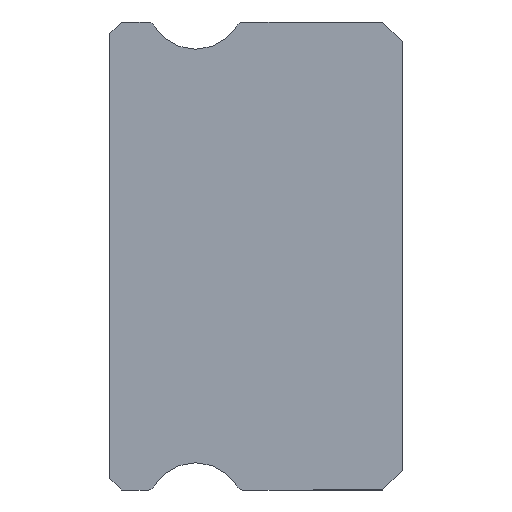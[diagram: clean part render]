
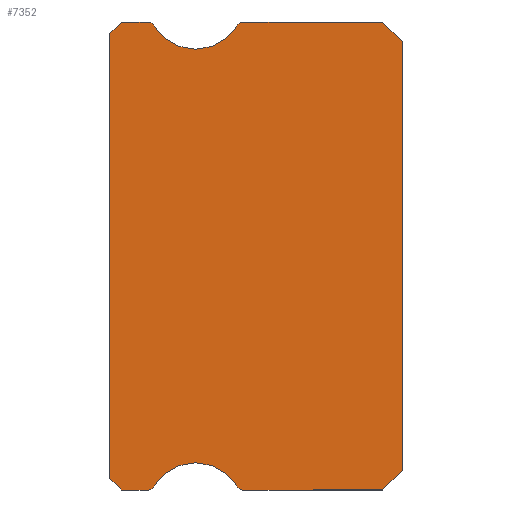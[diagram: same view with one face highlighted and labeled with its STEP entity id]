
A CAD part, left-side view. The second image highlights one B-rep face of the part: STEP entity #7352.
In plain terms, the highlighted planar face has unit normal (-1, 0, 0).
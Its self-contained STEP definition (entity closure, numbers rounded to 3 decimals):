
#110 = EDGE_CURVE ( 'NONE', #1949, #4193, #1058, .T. ) ;
#112 = DIRECTION ( 'NONE',  ( -1., 0., 0. ) ) ;
#272 = CARTESIAN_POINT ( 'NONE',  ( -10., 0., -5.5 ) ) ;
#348 = CARTESIAN_POINT ( 'NONE',  ( -10., 7.5, 5.85 ) ) ;
#486 = VERTEX_POINT ( 'NONE', #272 ) ;
#490 = CARTESIAN_POINT ( 'NONE',  ( -10., 7.5, 5.7 ) ) ;
#513 = CARTESIAN_POINT ( 'NONE',  ( -10., 4.088, 5.85 ) ) ;
#535 = LINE ( 'NONE', #1837, #564 ) ;
#564 = VECTOR ( 'NONE', #4359, 1000. ) ;
#599 = EDGE_CURVE ( 'NONE', #3677, #3275, #6205, .T. ) ;
#637 = CARTESIAN_POINT ( 'NONE',  ( -10., 0.5, 6. ) ) ;
#682 = CIRCLE ( 'NONE', #1761, 0.15 ) ;
#730 = CARTESIAN_POINT ( 'NONE',  ( -10., 7.2, -6. ) ) ;
#759 = DIRECTION ( 'NONE',  ( 0., 0., -1. ) ) ;
#849 = CIRCLE ( 'NONE', #1906, 0.15 ) ;
#861 = AXIS2_PLACEMENT_3D ( 'NONE', #7345, #1034, #3557 ) ;
#941 = ORIENTED_EDGE ( 'NONE', *, *, #1670, .T. ) ;
#1034 = DIRECTION ( 'NONE',  ( 1., 0., 0. ) ) ;
#1043 = CARTESIAN_POINT ( 'NONE',  ( -10., 5.3, 6.55 ) ) ;
#1058 = CIRCLE ( 'NONE', #3429, 1.25 ) ;
#1097 = VECTOR ( 'NONE', #4440, 1000. ) ;
#1203 = ORIENTED_EDGE ( 'NONE', *, *, #7132, .F. ) ;
#1219 = AXIS2_PLACEMENT_3D ( 'NONE', #1043, #1705, #8095 ) ;
#1247 = CARTESIAN_POINT ( 'NONE',  ( -10., 6.383, -5.925 ) ) ;
#1419 = CARTESIAN_POINT ( 'NONE',  ( -10., 6.512, -6. ) ) ;
#1421 = LINE ( 'NONE', #730, #1491 ) ;
#1491 = VECTOR ( 'NONE', #4541, 1000. ) ;
#1616 = EDGE_CURVE ( 'NONE', #3275, #1949, #5330, .T. ) ;
#1670 = EDGE_CURVE ( 'NONE', #3677, #4324, #6761, .T. ) ;
#1705 = DIRECTION ( 'NONE',  ( -1., 0., 0. ) ) ;
#1759 = VECTOR ( 'NONE', #5439, 1000. ) ;
#1761 = AXIS2_PLACEMENT_3D ( 'NONE', #2869, #5277, #5405 ) ;
#1837 = CARTESIAN_POINT ( 'NONE',  ( -10., 0., -5.5 ) ) ;
#1906 = AXIS2_PLACEMENT_3D ( 'NONE', #513, #3005, #2473 ) ;
#1949 = VERTEX_POINT ( 'NONE', #2731 ) ;
#1950 = CARTESIAN_POINT ( 'NONE',  ( -10., 4.088, 6. ) ) ;
#2003 = ORIENTED_EDGE ( 'NONE', *, *, #7562, .F. ) ;
#2138 = CARTESIAN_POINT ( 'NONE',  ( -10., 5.3, 6.55 ) ) ;
#2144 = VECTOR ( 'NONE', #7117, 1000. ) ;
#2415 = CARTESIAN_POINT ( 'NONE',  ( -10., 0.5, 6. ) ) ;
#2445 = DIRECTION ( 'NONE',  ( 0., 0., -1. ) ) ;
#2473 = DIRECTION ( 'NONE',  ( 0., 0., -1. ) ) ;
#2518 = EDGE_CURVE ( 'NONE', #3111, #4453, #3340, .T. ) ;
#2579 = VECTOR ( 'NONE', #7985, 1000. ) ;
#2609 = CARTESIAN_POINT ( 'NONE',  ( -10., 5.3, -6.55 ) ) ;
#2625 = CARTESIAN_POINT ( 'NONE',  ( -10., 4.088, -6. ) ) ;
#2629 = CARTESIAN_POINT ( 'NONE',  ( -10., 6.512, 6. ) ) ;
#2637 = CARTESIAN_POINT ( 'NONE',  ( -10., 6.512, -6. ) ) ;
#2731 = CARTESIAN_POINT ( 'NONE',  ( -10., 5.3, 5.3 ) ) ;
#2745 = VERTEX_POINT ( 'NONE', #637 ) ;
#2814 = EDGE_CURVE ( 'NONE', #7923, #2745, #3286, .T. ) ;
#2869 = CARTESIAN_POINT ( 'NONE',  ( -10., 6.512, -5.85 ) ) ;
#2886 = DIRECTION ( 'NONE',  ( 0., 0., -1. ) ) ;
#2909 = EDGE_LOOP ( 'NONE', ( #4914, #3612, #5603, #4475, #4424, #7111, #5664, #3474, #7029, #5980, #2003, #4978, #1203, #3502, #7753, #4825, #941 ) ) ;
#2960 = EDGE_CURVE ( 'NONE', #6242, #4558, #7106, .T. ) ;
#2983 = CIRCLE ( 'NONE', #861, 0.15 ) ;
#3005 = DIRECTION ( 'NONE',  ( 1., 0., 0. ) ) ;
#3006 = CARTESIAN_POINT ( 'NONE',  ( -10., 6.512, 6. ) ) ;
#3016 = CARTESIAN_POINT ( 'NONE',  ( -10., 7.5, 5.7 ) ) ;
#3111 = VERTEX_POINT ( 'NONE', #3786 ) ;
#3275 = VERTEX_POINT ( 'NONE', #7315 ) ;
#3286 = LINE ( 'NONE', #2629, #7026 ) ;
#3340 = LINE ( 'NONE', #2637, #2144 ) ;
#3360 = VECTOR ( 'NONE', #4919, 1000. ) ;
#3429 = AXIS2_PLACEMENT_3D ( 'NONE', #2138, #7206, #2886 ) ;
#3474 = ORIENTED_EDGE ( 'NONE', *, *, #2960, .F. ) ;
#3502 = ORIENTED_EDGE ( 'NONE', *, *, #110, .F. ) ;
#3521 = CARTESIAN_POINT ( 'NONE',  ( -10., 6.512, 5.85 ) ) ;
#3557 = DIRECTION ( 'NONE',  ( 0., 0., -1. ) ) ;
#3612 = ORIENTED_EDGE ( 'NONE', *, *, #4676, .F. ) ;
#3677 = VERTEX_POINT ( 'NONE', #3006 ) ;
#3786 = CARTESIAN_POINT ( 'NONE',  ( -10., 7.2, -6. ) ) ;
#3787 = DIRECTION ( 'NONE',  ( 1., 0., 0. ) ) ;
#3852 = LINE ( 'NONE', #7048, #1097 ) ;
#4193 = VERTEX_POINT ( 'NONE', #5846 ) ;
#4324 = VERTEX_POINT ( 'NONE', #5706 ) ;
#4352 = AXIS2_PLACEMENT_3D ( 'NONE', #3521, #6180, #2445 ) ;
#4359 = DIRECTION ( 'NONE',  ( 0., 0.707, -0.707 ) ) ;
#4360 = LINE ( 'NONE', #2415, #6385 ) ;
#4424 = ORIENTED_EDGE ( 'NONE', *, *, #5055, .F. ) ;
#4440 = DIRECTION ( 'NONE',  ( 0., 0., 1. ) ) ;
#4453 = VERTEX_POINT ( 'NONE', #6782 ) ;
#4456 = DIRECTION ( 'NONE',  ( 0., -1., 0. ) ) ;
#4475 = ORIENTED_EDGE ( 'NONE', *, *, #2518, .T. ) ;
#4525 = CARTESIAN_POINT ( 'NONE',  ( -10., 6.512, 5.85 ) ) ;
#4541 = DIRECTION ( 'NONE',  ( 0., -0.707, -0.707 ) ) ;
#4558 = VERTEX_POINT ( 'NONE', #2625 ) ;
#4676 = EDGE_CURVE ( 'NONE', #5342, #6278, #5414, .T. ) ;
#4813 = VERTEX_POINT ( 'NONE', #4947 ) ;
#4825 = ORIENTED_EDGE ( 'NONE', *, *, #599, .F. ) ;
#4914 = ORIENTED_EDGE ( 'NONE', *, *, #6280, .T. ) ;
#4919 = DIRECTION ( 'NONE',  ( 0., 0.707, -0.707 ) ) ;
#4947 = CARTESIAN_POINT ( 'NONE',  ( -10., 0., 5.5 ) ) ;
#4949 = AXIS2_PLACEMENT_3D ( 'NONE', #4525, #3787, #759 ) ;
#4960 = EDGE_CURVE ( 'NONE', #486, #4813, #3852, .T. ) ;
#4978 = ORIENTED_EDGE ( 'NONE', *, *, #2814, .F. ) ;
#5022 = PLANE ( 'NONE',  #4949 ) ;
#5055 = EDGE_CURVE ( 'NONE', #6777, #4453, #682, .T. ) ;
#5277 = DIRECTION ( 'NONE',  ( 1., 0., 0. ) ) ;
#5330 = CIRCLE ( 'NONE', #1219, 1.25 ) ;
#5342 = VERTEX_POINT ( 'NONE', #5751 ) ;
#5405 = DIRECTION ( 'NONE',  ( 0., 0., -1. ) ) ;
#5414 = LINE ( 'NONE', #348, #2579 ) ;
#5439 = DIRECTION ( 'NONE',  ( 0., 1., 0. ) ) ;
#5470 = EDGE_CURVE ( 'NONE', #5342, #3111, #1421, .T. ) ;
#5555 = LINE ( 'NONE', #3016, #3360 ) ;
#5603 = ORIENTED_EDGE ( 'NONE', *, *, #5470, .T. ) ;
#5664 = ORIENTED_EDGE ( 'NONE', *, *, #6175, .F. ) ;
#5706 = CARTESIAN_POINT ( 'NONE',  ( -10., 7.2, 6. ) ) ;
#5748 = VERTEX_POINT ( 'NONE', #7712 ) ;
#5751 = CARTESIAN_POINT ( 'NONE',  ( -10., 7.5, -5.7 ) ) ;
#5846 = CARTESIAN_POINT ( 'NONE',  ( -10., 4.217, 5.925 ) ) ;
#5980 = ORIENTED_EDGE ( 'NONE', *, *, #4960, .T. ) ;
#6099 = CARTESIAN_POINT ( 'NONE',  ( -10., 7.2, 6. ) ) ;
#6175 = EDGE_CURVE ( 'NONE', #4558, #5748, #2983, .T. ) ;
#6180 = DIRECTION ( 'NONE',  ( 1., 0., 0. ) ) ;
#6205 = CIRCLE ( 'NONE', #4352, 0.15 ) ;
#6227 = DIRECTION ( 'NONE',  ( 0., -0.707, -0.707 ) ) ;
#6242 = VERTEX_POINT ( 'NONE', #7532 ) ;
#6278 = VERTEX_POINT ( 'NONE', #490 ) ;
#6280 = EDGE_CURVE ( 'NONE', #4324, #6278, #5555, .T. ) ;
#6385 = VECTOR ( 'NONE', #6227, 1000. ) ;
#6409 = DIRECTION ( 'NONE',  ( 0., 1., 0. ) ) ;
#6532 = AXIS2_PLACEMENT_3D ( 'NONE', #2609, #112, #7589 ) ;
#6673 = CIRCLE ( 'NONE', #6532, 1.25 ) ;
#6761 = LINE ( 'NONE', #6099, #1759 ) ;
#6777 = VERTEX_POINT ( 'NONE', #1247 ) ;
#6782 = CARTESIAN_POINT ( 'NONE',  ( -10., 6.512, -6. ) ) ;
#6831 = EDGE_CURVE ( 'NONE', #5748, #6777, #6673, .T. ) ;
#6942 = FACE_OUTER_BOUND ( 'NONE', #2909, .T. ) ;
#7026 = VECTOR ( 'NONE', #4456, 1000. ) ;
#7029 = ORIENTED_EDGE ( 'NONE', *, *, #7860, .F. ) ;
#7048 = CARTESIAN_POINT ( 'NONE',  ( -10., 0., 5.5 ) ) ;
#7106 = LINE ( 'NONE', #1419, #7558 ) ;
#7111 = ORIENTED_EDGE ( 'NONE', *, *, #6831, .F. ) ;
#7117 = DIRECTION ( 'NONE',  ( 0., -1., 0. ) ) ;
#7132 = EDGE_CURVE ( 'NONE', #4193, #7923, #849, .T. ) ;
#7206 = DIRECTION ( 'NONE',  ( -1., 0., 0. ) ) ;
#7315 = CARTESIAN_POINT ( 'NONE',  ( -10., 6.383, 5.925 ) ) ;
#7345 = CARTESIAN_POINT ( 'NONE',  ( -10., 4.088, -5.85 ) ) ;
#7352 = ADVANCED_FACE ( 'NONE', ( #6942 ), #5022, .F. ) ;
#7532 = CARTESIAN_POINT ( 'NONE',  ( -10., 0.5, -6. ) ) ;
#7558 = VECTOR ( 'NONE', #6409, 1000. ) ;
#7562 = EDGE_CURVE ( 'NONE', #2745, #4813, #4360, .T. ) ;
#7589 = DIRECTION ( 'NONE',  ( 0., 0., -1. ) ) ;
#7712 = CARTESIAN_POINT ( 'NONE',  ( -10., 4.217, -5.925 ) ) ;
#7753 = ORIENTED_EDGE ( 'NONE', *, *, #1616, .F. ) ;
#7860 = EDGE_CURVE ( 'NONE', #486, #6242, #535, .T. ) ;
#7923 = VERTEX_POINT ( 'NONE', #1950 ) ;
#7985 = DIRECTION ( 'NONE',  ( 0., 0., 1. ) ) ;
#8095 = DIRECTION ( 'NONE',  ( 0., 0., -1. ) ) ;
